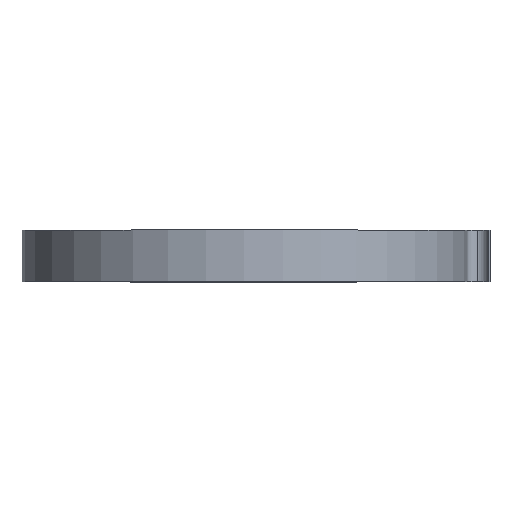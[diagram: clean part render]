
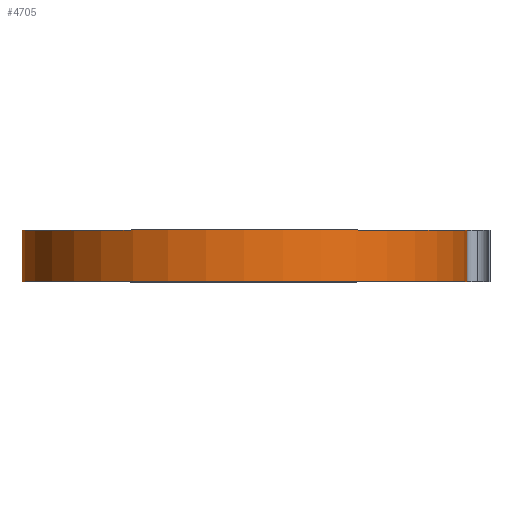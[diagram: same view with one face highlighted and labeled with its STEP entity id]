
A CAD part, top view. The second image highlights one B-rep face of the part: STEP entity #4705.
In plain terms, the highlighted cylindrical face has radius 51.999 mm (diameter 103.998 mm), a partial arc.
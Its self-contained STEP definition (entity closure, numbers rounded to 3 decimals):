
#437 = CARTESIAN_POINT ( 'NONE',  ( 51.999, 12., 0. ) ) ;
#541 = EDGE_CURVE ( 'NONE', #5721, #3175, #943, .T. ) ;
#586 = AXIS2_PLACEMENT_3D ( 'NONE', #3652, #3221, #2079 ) ;
#609 = DIRECTION ( 'NONE',  ( 1., 0., 0. ) ) ;
#943 = LINE ( 'NONE', #437, #3498 ) ;
#959 = LINE ( 'NONE', #5515, #2973 ) ;
#1095 = CARTESIAN_POINT ( 'NONE',  ( 0., 12., 0. ) ) ;
#1234 = AXIS2_PLACEMENT_3D ( 'NONE', #1095, #3669, #3132 ) ;
#1278 = EDGE_CURVE ( 'NONE', #4625, #3175, #3822, .T. ) ;
#1388 = ORIENTED_EDGE ( 'NONE', *, *, #4937, .T. ) ;
#2079 = DIRECTION ( 'NONE',  ( 0., 0., -1. ) ) ;
#2092 = ORIENTED_EDGE ( 'NONE', *, *, #5443, .F. ) ;
#2187 = FACE_OUTER_BOUND ( 'NONE', #5216, .T. ) ;
#2501 = DIRECTION ( 'NONE',  ( 0., -1., 0. ) ) ;
#2763 = CARTESIAN_POINT ( 'NONE',  ( -51.999, 12., 0. ) ) ;
#2973 = VECTOR ( 'NONE', #3536, 1000. ) ;
#3132 = DIRECTION ( 'NONE',  ( 1., 0., 0. ) ) ;
#3175 = VERTEX_POINT ( 'NONE', #6010 ) ;
#3180 = CYLINDRICAL_SURFACE ( 'NONE', #586, 51.999 ) ;
#3221 = DIRECTION ( 'NONE',  ( 0., -1., 0. ) ) ;
#3498 = VECTOR ( 'NONE', #2501, 1000. ) ;
#3499 = CIRCLE ( 'NONE', #1234, 51.999 ) ;
#3536 = DIRECTION ( 'NONE',  ( 0., -1., 0. ) ) ;
#3652 = CARTESIAN_POINT ( 'NONE',  ( 0., 12., 0. ) ) ;
#3669 = DIRECTION ( 'NONE',  ( 0., 1., 0. ) ) ;
#3822 = CIRCLE ( 'NONE', #4036, 51.999 ) ;
#4036 = AXIS2_PLACEMENT_3D ( 'NONE', #5254, #4642, #609 ) ;
#4205 = ORIENTED_EDGE ( 'NONE', *, *, #1278, .T. ) ;
#4625 = VERTEX_POINT ( 'NONE', #5701 ) ;
#4642 = DIRECTION ( 'NONE',  ( 0., 1., 0. ) ) ;
#4705 = ADVANCED_FACE ( 'NONE', ( #2187 ), #3180, .T. ) ;
#4937 = EDGE_CURVE ( 'NONE', #6627, #4625, #959, .T. ) ;
#5216 = EDGE_LOOP ( 'NONE', ( #4205, #6350, #2092, #1388 ) ) ;
#5254 = CARTESIAN_POINT ( 'NONE',  ( 0., 0., 0. ) ) ;
#5443 = EDGE_CURVE ( 'NONE', #6627, #5721, #3499, .T. ) ;
#5515 = CARTESIAN_POINT ( 'NONE',  ( -51.999, 12., 0. ) ) ;
#5701 = CARTESIAN_POINT ( 'NONE',  ( -51.999, 0., 0. ) ) ;
#5721 = VERTEX_POINT ( 'NONE', #6047 ) ;
#6010 = CARTESIAN_POINT ( 'NONE',  ( 51.999, 0., 0. ) ) ;
#6047 = CARTESIAN_POINT ( 'NONE',  ( 51.999, 12., 0. ) ) ;
#6350 = ORIENTED_EDGE ( 'NONE', *, *, #541, .F. ) ;
#6627 = VERTEX_POINT ( 'NONE', #2763 ) ;
